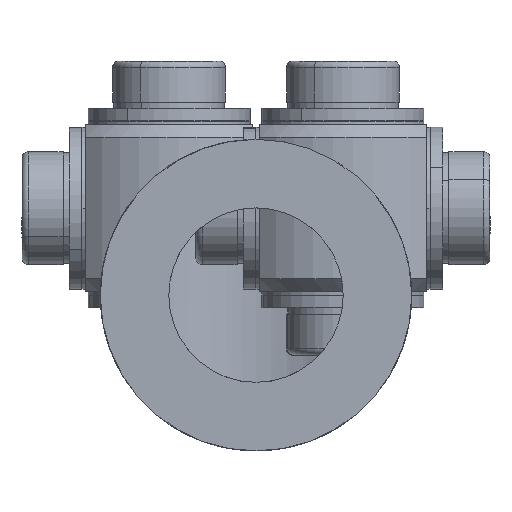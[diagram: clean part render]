
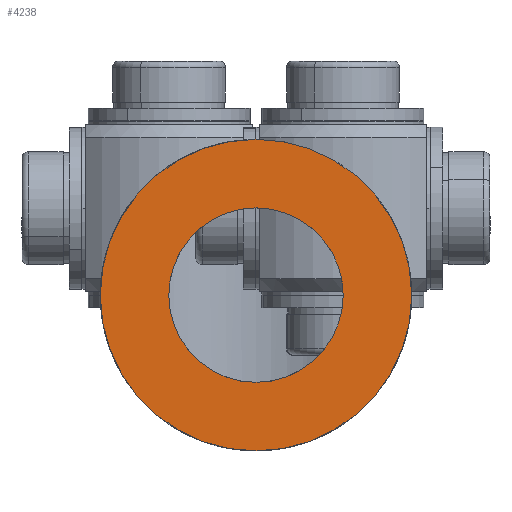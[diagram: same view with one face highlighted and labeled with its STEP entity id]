
A CAD part, left-side view. The second image highlights one B-rep face of the part: STEP entity #4238.
In plain terms, the highlighted face is planar.
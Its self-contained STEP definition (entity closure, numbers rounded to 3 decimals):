
#717=PLANE('',#7727);
#1492=VERTEX_POINT('',#6583);
#1524=VERTEX_POINT('',#6830);
#1805=CIRCLE('',#7705,0.7);
#1811=CIRCLE('',#7726,1.25);
#2235=EDGE_CURVE('',#1492,#1492,#1805,.T.);
#2281=EDGE_CURVE('',#1524,#1524,#1811,.T.);
#3286=ORIENTED_EDGE('',*,*,#2235,.T.);
#3287=ORIENTED_EDGE('',*,*,#2281,.F.);
#3707=EDGE_LOOP('',(#3286));
#3708=EDGE_LOOP('',(#3287));
#3992=FACE_BOUND('',#3707,.T.);
#3993=FACE_BOUND('',#3708,.T.);
#4238=ADVANCED_FACE('',(#3992,#3993),#717,.T.);
#5257=DIRECTION('',(0.,0.,-1.));
#5258=DIRECTION('',(0.7,0.,0.));
#5311=DIRECTION('',(0.,0.,-1.));
#5312=DIRECTION('',(1.25,0.,0.));
#5313=DIRECTION('',(0.,0.,1.));
#6582=CARTESIAN_POINT('',(0.,0.,2.6));
#6583=CARTESIAN_POINT('',(-0.7,0.,2.6));
#6829=CARTESIAN_POINT('',(0.,0.,2.6));
#6830=CARTESIAN_POINT('',(1.25,0.,2.6));
#6831=CARTESIAN_POINT('',(0.,0.,2.6));
#7705=AXIS2_PLACEMENT_3D('',#6582,#5257,#5258);
#7726=AXIS2_PLACEMENT_3D('',#6829,#5311,#5312);
#7727=AXIS2_PLACEMENT_3D('',#6831,#5313,$);
